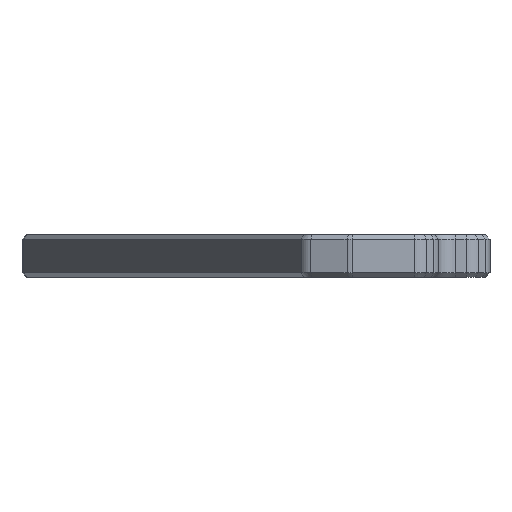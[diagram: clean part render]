
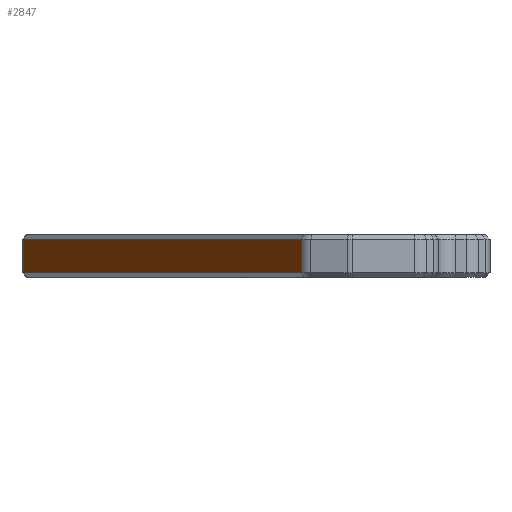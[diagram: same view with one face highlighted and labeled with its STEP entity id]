
A CAD part, left-side view. The second image highlights one B-rep face of the part: STEP entity #2847.
In plain terms, the highlighted planar face has unit normal (-0.448, 0.894, 0).
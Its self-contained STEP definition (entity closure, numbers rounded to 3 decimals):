
#1 = LINE ( 'NONE', #2170, #1258 ) ;
#60 = CARTESIAN_POINT ( 'NONE',  ( -94.161, -5.833, 0.5 ) ) ;
#137 = VECTOR ( 'NONE', #3252, 1000. ) ;
#400 = EDGE_LOOP ( 'NONE', ( #1190, #2754, #2455, #2612 ) ) ;
#428 = EDGE_CURVE ( 'NONE', #1937, #2474, #1, .T. ) ;
#459 = EDGE_CURVE ( 'NONE', #2474, #2279, #2714, .T. ) ;
#503 = CARTESIAN_POINT ( 'NONE',  ( -94.161, -5.833, 5. ) ) ;
#850 = CARTESIAN_POINT ( 'NONE',  ( -96.69, -7.1, 4.5 ) ) ;
#875 = AXIS2_PLACEMENT_3D ( 'NONE', #3129, #1805, #1545 ) ;
#1102 = DIRECTION ( 'NONE',  ( 0.894, 0.448, 0. ) ) ;
#1190 = ORIENTED_EDGE ( 'NONE', *, *, #428, .T. ) ;
#1202 = EDGE_CURVE ( 'NONE', #2279, #2450, #3125, .T. ) ;
#1258 = VECTOR ( 'NONE', #1624, 1000. ) ;
#1323 = VECTOR ( 'NONE', #1102, 1000. ) ;
#1341 = CARTESIAN_POINT ( 'NONE',  ( -94.161, -5.833, 0.5 ) ) ;
#1544 = CARTESIAN_POINT ( 'NONE',  ( -28.623, 26.988, 0.5 ) ) ;
#1545 = DIRECTION ( 'NONE',  ( 0.894, 0.448, 0. ) ) ;
#1612 = LINE ( 'NONE', #850, #1323 ) ;
#1624 = DIRECTION ( 'NONE',  ( 0., 0., -1. ) ) ;
#1805 = DIRECTION ( 'NONE',  ( 0.448, -0.894, 0. ) ) ;
#1937 = VERTEX_POINT ( 'NONE', #3011 ) ;
#2034 = CARTESIAN_POINT ( 'NONE',  ( -94.161, -5.833, 4.5 ) ) ;
#2108 = FACE_OUTER_BOUND ( 'NONE', #400, .T. ) ;
#2170 = CARTESIAN_POINT ( 'NONE',  ( -28.623, 26.988, 5. ) ) ;
#2279 = VERTEX_POINT ( 'NONE', #1341 ) ;
#2450 = VERTEX_POINT ( 'NONE', #2034 ) ;
#2455 = ORIENTED_EDGE ( 'NONE', *, *, #1202, .T. ) ;
#2474 = VERTEX_POINT ( 'NONE', #1544 ) ;
#2579 = VECTOR ( 'NONE', #3108, 1000. ) ;
#2612 = ORIENTED_EDGE ( 'NONE', *, *, #3329, .T. ) ;
#2714 = LINE ( 'NONE', #60, #137 ) ;
#2754 = ORIENTED_EDGE ( 'NONE', *, *, #459, .T. ) ;
#2847 = ADVANCED_FACE ( 'NONE', ( #2108 ), #3462, .F. ) ;
#3011 = CARTESIAN_POINT ( 'NONE',  ( -28.623, 26.988, 4.5 ) ) ;
#3108 = DIRECTION ( 'NONE',  ( 0., 0., 1. ) ) ;
#3125 = LINE ( 'NONE', #503, #2579 ) ;
#3129 = CARTESIAN_POINT ( 'NONE',  ( -96.69, -7.1, 5. ) ) ;
#3252 = DIRECTION ( 'NONE',  ( -0.894, -0.448, 0. ) ) ;
#3329 = EDGE_CURVE ( 'NONE', #2450, #1937, #1612, .T. ) ;
#3462 = PLANE ( 'NONE',  #875 ) ;
